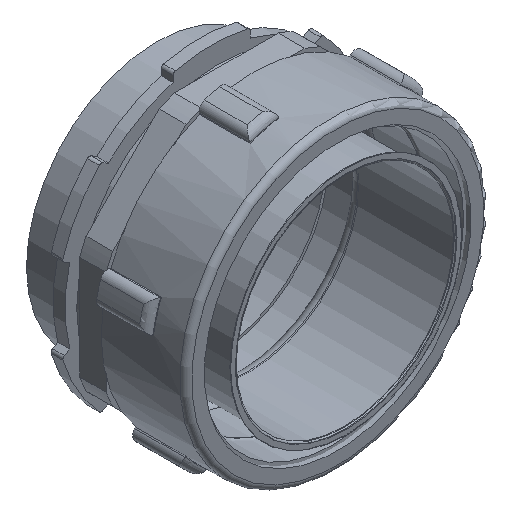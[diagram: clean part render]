
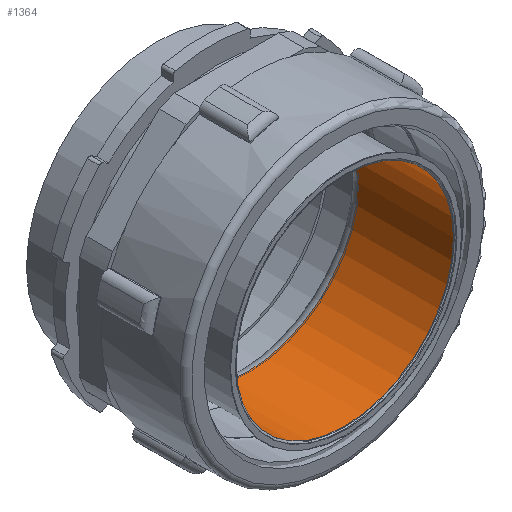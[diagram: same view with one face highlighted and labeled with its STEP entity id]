
A CAD part, isometric view. The second image highlights one B-rep face of the part: STEP entity #1364.
In plain terms, the highlighted cylindrical face has radius 36.75 mm (diameter 73.5 mm), a full revolution.
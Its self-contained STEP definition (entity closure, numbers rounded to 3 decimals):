
#1364=ADVANCED_FACE('',(#2490,#2492),#2494,.F.);
#2490=FACE_BOUND('',#2491,.T.);
#2491=EDGE_LOOP('',(#3229,#3230));
#2492=FACE_BOUND('',#2493,.T.);
#2493=EDGE_LOOP('',(#3231,#3232));
#2494=CYLINDRICAL_SURFACE('',#2495,36.75);
#2495=AXIS2_PLACEMENT_3D('',#2496,#2497,#2498);
#2496=CARTESIAN_POINT('',(0.,-5.33,0.));
#2497=DIRECTION('',(0.,1.,0.));
#2498=DIRECTION('',(0.,0.,1.));
#3229=ORIENTED_EDGE('',*,*,#3593,.T.);
#3230=ORIENTED_EDGE('',*,*,#3594,.T.);
#3231=ORIENTED_EDGE('',*,*,#3592,.F.);
#3232=ORIENTED_EDGE('',*,*,#3591,.F.);
#3591=EDGE_CURVE('',#4185,#4186,#4187,.T.);
#3592=EDGE_CURVE('',#4186,#4185,#4188,.T.);
#3593=EDGE_CURVE('',#4189,#4190,#4191,.T.);
#3594=EDGE_CURVE('',#4190,#4189,#4192,.T.);
#4185=VERTEX_POINT('',#5833);
#4186=VERTEX_POINT('',#5834);
#4187=CIRCLE('',#5835,36.75);
#4188=CIRCLE('',#5839,36.75);
#4189=VERTEX_POINT('',#5843);
#4190=VERTEX_POINT('',#5844);
#4191=CIRCLE('',#5845,36.75);
#4192=CIRCLE('',#5849,36.75);
#5833=CARTESIAN_POINT('',(0.,-37.63,36.75));
#5834=CARTESIAN_POINT('',(0.,-37.63,-36.75));
#5835=AXIS2_PLACEMENT_3D('',#5836,#5837,#5838);
#5836=CARTESIAN_POINT('',(0.,-37.63,0.));
#5837=DIRECTION('',(0.,1.,0.));
#5838=DIRECTION('',(0.,0.,1.));
#5839=AXIS2_PLACEMENT_3D('',#5840,#5841,#5842);
#5840=CARTESIAN_POINT('',(0.,-37.63,0.));
#5841=DIRECTION('',(0.,1.,0.));
#5842=DIRECTION('',(0.,0.,-1.));
#5843=CARTESIAN_POINT('',(0.,-5.33,36.75));
#5844=CARTESIAN_POINT('',(0.,-5.33,-36.75));
#5845=AXIS2_PLACEMENT_3D('',#5846,#5847,#5848);
#5846=CARTESIAN_POINT('',(0.,-5.33,0.));
#5847=DIRECTION('',(0.,1.,0.));
#5848=DIRECTION('',(0.,0.,1.));
#5849=AXIS2_PLACEMENT_3D('',#5850,#5851,#5852);
#5850=CARTESIAN_POINT('',(0.,-5.33,0.));
#5851=DIRECTION('',(0.,1.,0.));
#5852=DIRECTION('',(0.,0.,-1.));
